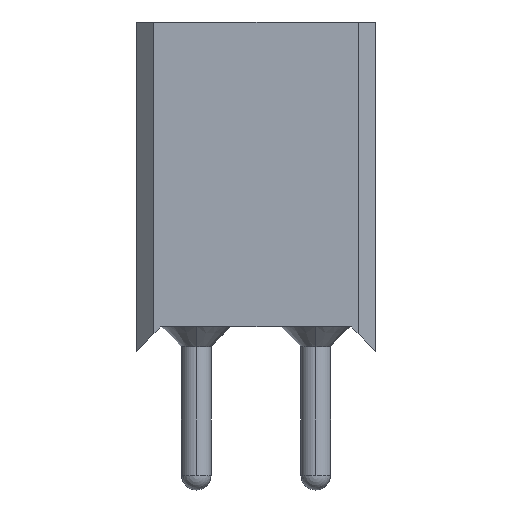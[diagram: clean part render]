
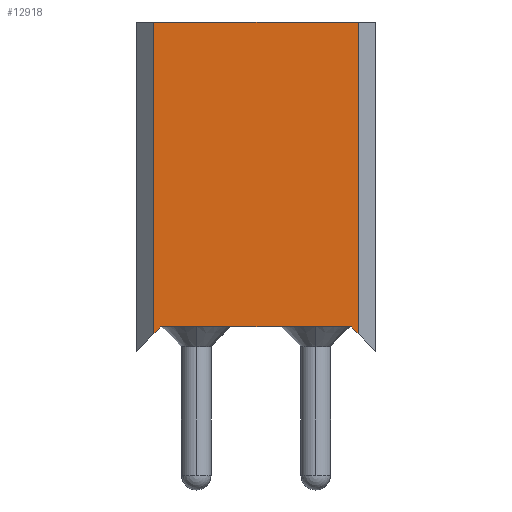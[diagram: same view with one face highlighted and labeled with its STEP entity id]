
A CAD part, left-side view. The second image highlights one B-rep face of the part: STEP entity #12918.
In plain terms, the highlighted planar face has unit normal (-1, 0, 0).
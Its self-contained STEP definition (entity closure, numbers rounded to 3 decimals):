
#10596=DIRECTION('',(0.,0.,1.));
#10597=VECTOR('',#10596,6.629);
#10598=CARTESIAN_POINT('',(20.216,18.725,0.372));
#10599=LINE('',#10598,#10597);
#10600=DIRECTION('',(0.,-0.707,0.707));
#10601=VECTOR('',#10600,0.21);
#10602=CARTESIAN_POINT('',(20.216,18.725,0.372));
#10603=LINE('',#10602,#10601);
#10604=DIRECTION('',(0.,1.,0.));
#10605=VECTOR('',#10604,4.337);
#10606=CARTESIAN_POINT('',(20.216,14.388,7.));
#10607=LINE('',#10606,#10605);
#10608=DIRECTION('',(0.,-0.707,-0.707));
#10609=VECTOR('',#10608,0.21);
#10610=CARTESIAN_POINT('',(20.216,14.536,0.52));
#10611=LINE('',#10610,#10609);
#10612=DIRECTION('',(0.,-1.,0.));
#10613=VECTOR('',#10612,4.04);
#10614=CARTESIAN_POINT('',(20.216,18.576,0.52));
#10615=LINE('',#10614,#10613);
#10620=DIRECTION('',(0.,0.,-1.));
#10621=VECTOR('',#10620,6.629);
#10622=CARTESIAN_POINT('',(20.216,14.388,7.));
#10623=LINE('',#10622,#10621);
#10788=CARTESIAN_POINT('',(20.216,14.388,7.));
#10789=VERTEX_POINT('',#10788);
#10791=CARTESIAN_POINT('',(20.216,18.725,0.372));
#10793=VERTEX_POINT('',#10791);
#10796=CARTESIAN_POINT('',(20.216,14.388,0.372));
#10797=VERTEX_POINT('',#10796);
#10802=CARTESIAN_POINT('',(20.216,18.725,7.));
#10803=VERTEX_POINT('',#10802);
#10822=CARTESIAN_POINT('',(20.216,18.576,0.52));
#10823=VERTEX_POINT('',#10822);
#10830=CARTESIAN_POINT('',(20.216,14.536,0.52));
#10831=VERTEX_POINT('',#10830);
#12903=CARTESIAN_POINT('',(20.216,14.388,0.));
#12904=DIRECTION('',(-1.,0.,0.));
#12905=DIRECTION('',(0.,0.,1.));
#12906=AXIS2_PLACEMENT_3D('',#12903,#12904,#12905);
#12907=PLANE('',#12906);
#12908=ORIENTED_EDGE('',*,*,#12658,.F.);
#12909=ORIENTED_EDGE('',*,*,#12898,.T.);
#12910=ORIENTED_EDGE('',*,*,#11220,.F.);
#12912=ORIENTED_EDGE('',*,*,#12911,.T.);
#12914=ORIENTED_EDGE('',*,*,#12913,.F.);
#12915=ORIENTED_EDGE('',*,*,#11435,.F.);
#12916=EDGE_LOOP('',(#12908,#12909,#12910,#12912,#12914,#12915));
#12917=FACE_OUTER_BOUND('',#12916,.F.);
#12918=ADVANCED_FACE('',(#12917),#12907,.T.);
#11220=EDGE_CURVE('',#10789,#10803,#10607,.T.);
#11435=EDGE_CURVE('',#10823,#10831,#10615,.T.);
#12658=EDGE_CURVE('',#10793,#10823,#10603,.T.);
#12898=EDGE_CURVE('',#10793,#10803,#10599,.T.);
#12911=EDGE_CURVE('',#10789,#10797,#10623,.T.);
#12913=EDGE_CURVE('',#10831,#10797,#10611,.T.);
